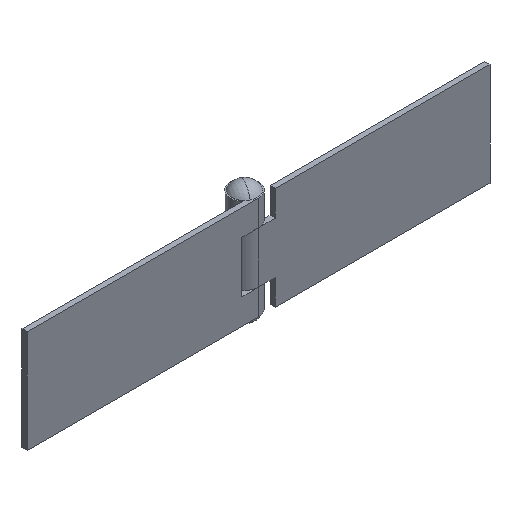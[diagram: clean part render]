
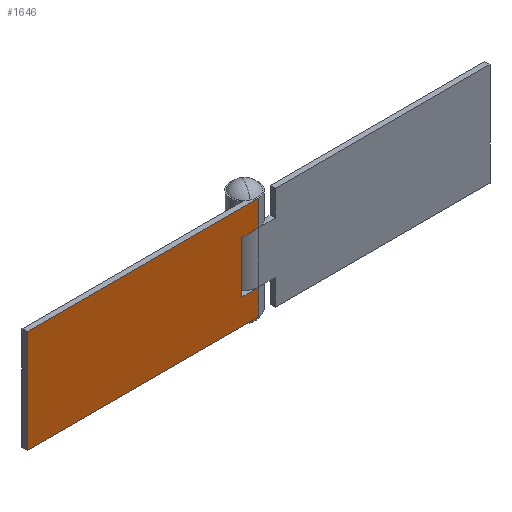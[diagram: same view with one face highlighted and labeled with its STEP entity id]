
A CAD part, isometric view. The second image highlights one B-rep face of the part: STEP entity #1646.
In plain terms, the highlighted planar face has unit normal (0, -1, 0).
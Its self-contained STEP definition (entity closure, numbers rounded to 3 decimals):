
#16 = ORIENTED_EDGE ( 'NONE', *, *, #105, .T. ) ;
#17 = EDGE_CURVE ( 'NONE', #1382, #1644, #164, .T. ) ;
#18 = ORIENTED_EDGE ( 'NONE', *, *, #38, .F. ) ;
#19 = ORIENTED_EDGE ( 'NONE', *, *, #1637, .T. ) ;
#20 = ORIENTED_EDGE ( 'NONE', *, *, #17, .T. ) ;
#21 = ORIENTED_EDGE ( 'NONE', *, *, #1384, .F. ) ;
#24 = ORIENTED_EDGE ( 'NONE', *, *, #49, .F. ) ;
#25 = EDGE_CURVE ( 'NONE', #1641, #50, #159, .T. ) ;
#26 = ORIENTED_EDGE ( 'NONE', *, *, #25, .T. ) ;
#36 = VERTEX_POINT ( 'NONE', #194 ) ;
#38 = EDGE_CURVE ( 'NONE', #36, #91, #193, .T. ) ;
#45 = VERTEX_POINT ( 'NONE', #182 ) ;
#49 = EDGE_CURVE ( 'NONE', #91, #50, #234, .T. ) ;
#50 = VERTEX_POINT ( 'NONE', #230 ) ;
#91 = VERTEX_POINT ( 'NONE', #272 ) ;
#105 = EDGE_CURVE ( 'NONE', #106, #45, #316, .T. ) ;
#106 = VERTEX_POINT ( 'NONE', #312 ) ;
#151 = DIRECTION ( 'NONE',  ( 1., 0., 0. ) ) ;
#152 = VECTOR ( 'NONE', #151, 1000. ) ;
#153 = CARTESIAN_POINT ( 'NONE',  ( 0., -2.75, 5. ) ) ;
#159 = LINE ( 'NONE', #153, #152 ) ;
#161 = DIRECTION ( 'NONE',  ( -1., 0., 0. ) ) ;
#162 = VECTOR ( 'NONE', #161, 1000. ) ;
#163 = CARTESIAN_POINT ( 'NONE',  ( 0., -2.75, -5. ) ) ;
#164 = LINE ( 'NONE', #163, #162 ) ;
#182 = CARTESIAN_POINT ( 'NONE',  ( 0., -2.75, -10. ) ) ;
#190 = DIRECTION ( 'NONE',  ( 1., 0., 0. ) ) ;
#191 = VECTOR ( 'NONE', #190, 1000. ) ;
#192 = CARTESIAN_POINT ( 'NONE',  ( 0., -2.75, 10. ) ) ;
#193 = LINE ( 'NONE', #192, #191 ) ;
#194 = CARTESIAN_POINT ( 'NONE',  ( -45., -2.75, 10. ) ) ;
#230 = CARTESIAN_POINT ( 'NONE',  ( 0., -2.75, 5. ) ) ;
#231 = DIRECTION ( 'NONE',  ( 0., 0., -1. ) ) ;
#232 = VECTOR ( 'NONE', #231, 1000. ) ;
#233 = CARTESIAN_POINT ( 'NONE',  ( 0., -2.75, 10. ) ) ;
#234 = LINE ( 'NONE', #233, #232 ) ;
#272 = CARTESIAN_POINT ( 'NONE',  ( 0., -2.75, 10. ) ) ;
#312 = CARTESIAN_POINT ( 'NONE',  ( -45., -2.75, -10. ) ) ;
#313 = DIRECTION ( 'NONE',  ( 1., 0., 0. ) ) ;
#314 = VECTOR ( 'NONE', #313, 1000. ) ;
#315 = CARTESIAN_POINT ( 'NONE',  ( 0., -2.75, -10. ) ) ;
#316 = LINE ( 'NONE', #315, #314 ) ;
#436 = DIRECTION ( 'NONE',  ( 0., 0., -1. ) ) ;
#437 = VECTOR ( 'NONE', #436, 1000. ) ;
#438 = CARTESIAN_POINT ( 'NONE',  ( 0., -2.75, 10. ) ) ;
#439 = LINE ( 'NONE', #438, #437 ) ;
#440 = CARTESIAN_POINT ( 'NONE',  ( 0., -2.75, -5. ) ) ;
#823 = DIRECTION ( 'NONE',  ( 0., 0., -1. ) ) ;
#824 = VECTOR ( 'NONE', #823, 1000. ) ;
#825 = CARTESIAN_POINT ( 'NONE',  ( -45., -2.75, 10. ) ) ;
#826 = LINE ( 'NONE', #825, #824 ) ;
#866 = DIRECTION ( 'NONE',  ( -1., 0., 0. ) ) ;
#867 = DIRECTION ( 'NONE',  ( 0., 1., 0. ) ) ;
#868 = CARTESIAN_POINT ( 'NONE',  ( 0., -2.75, 10. ) ) ;
#869 = AXIS2_PLACEMENT_3D ( 'NONE', #868, #867, #866 ) ;
#870 = PLANE ( 'NONE',  #869 ) ;
#871 = FACE_OUTER_BOUND ( 'NONE', #1627, .T. ) ;
#872 = DIRECTION ( 'NONE',  ( 0., 0., 1. ) ) ;
#873 = VECTOR ( 'NONE', #872, 1000. ) ;
#874 = CARTESIAN_POINT ( 'NONE',  ( -3.25, -2.75, 10. ) ) ;
#875 = LINE ( 'NONE', #874, #873 ) ;
#876 = CARTESIAN_POINT ( 'NONE',  ( -3.25, -2.75, -5. ) ) ;
#882 = CARTESIAN_POINT ( 'NONE',  ( -3.25, -2.75, 5. ) ) ;
#1382 = VERTEX_POINT ( 'NONE', #440 ) ;
#1384 = EDGE_CURVE ( 'NONE', #1382, #45, #439, .T. ) ;
#1627 = EDGE_LOOP ( 'NONE', ( #1643, #26, #24, #18, #19, #16, #21, #20 ) ) ;
#1637 = EDGE_CURVE ( 'NONE', #36, #106, #826, .T. ) ;
#1641 = VERTEX_POINT ( 'NONE', #882 ) ;
#1643 = ORIENTED_EDGE ( 'NONE', *, *, #1645, .T. ) ;
#1644 = VERTEX_POINT ( 'NONE', #876 ) ;
#1645 = EDGE_CURVE ( 'NONE', #1644, #1641, #875, .T. ) ;
#1646 = ADVANCED_FACE ( 'NONE', ( #871 ), #870, .F. ) ;
